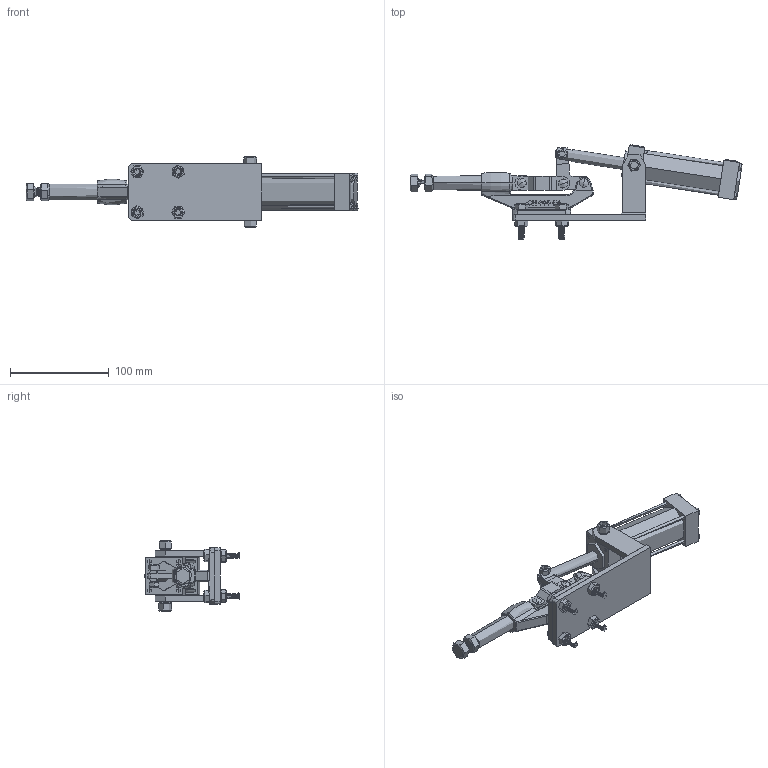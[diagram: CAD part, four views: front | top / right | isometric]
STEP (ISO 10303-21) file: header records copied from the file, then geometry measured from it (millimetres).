
FILE_DESCRIPTION (( 'STEP AP203' ), '1' );
FILE_NAME ('CH-305-EA.STEP', '2024-04-22T10:41:36', ( 'User' ), ( 'china' ), 'SwSTEP 2.0', 'SolidWorks 2018', '' );
FILE_SCHEMA (( 'CONFIG_CONTROL_DESIGN' ));
Length unit declared in the file: millimetre
Products named in the file (52): M8; Air cylinder-3; CH-305-EA-02; Air cylinder-2; M8-30; Air cylinder-1; CH-305-EA-01_默认<按加工>; CH-305-EA-03; 錨璃2; CH-304-EM-01; M6NUT; CH-305-EA; M10-50; CH-304-EM-02; CH-305-EA-01; M10; 15RIVET; M8-16; CH-304-04; M6-18
Assembly tree (52 placements, depth 2):
  CH-305-EA-02
  Air cylinder-1
  CH-305-EA-03
  CH-305-EA
    CH-305-EA-01_默认<按加工>
    CH-304-EM-01
    CH-304-EM-02
    15RIVET  x3
    Air cylinder-3  x4
    CH-305-EA-02
    CH-305-EA-03  x2
    M6NUT
    M8-30  x4
    M8  x4
    M10-50
    M10
    M8-16  x2
    CH-304-04
    M6-18
    Air cylinder-1
    Air cylinder-2
    錨璃2  x2
  錨璃2
Bounding box: 336.17 x 95.64 x 71 mm (x, y, z)
Volume: 288532.4 mm3; surface area: 116775.3 mm2
Topology: 41 solids, 44 shells, 2020 faces, 5479 edges, 3613 vertices
Faces by surface type: cylinder 967, plane 535, bspline 283, cone 166, torus 67, sphere 2
Entity records: 88895 total; most frequent: CARTESIAN_POINT 50954, ORIENTED_EDGE 7916, DIRECTION 5354, EDGE_CURVE 3958, VERTEX_POINT 2600, VECTOR 1786, LINE 1786, AXIS2_PLACEMENT_3D 1784
